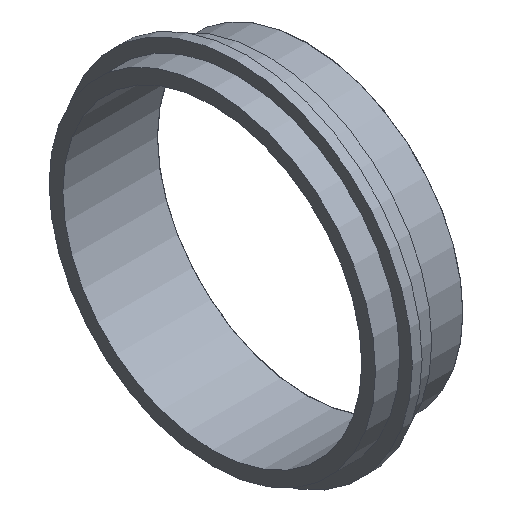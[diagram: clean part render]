
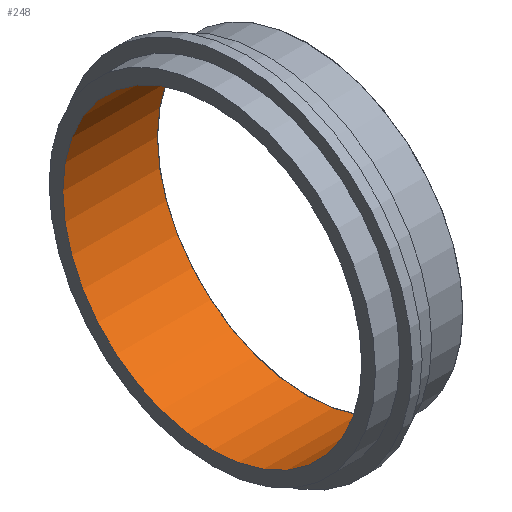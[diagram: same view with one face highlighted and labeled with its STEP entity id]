
A CAD part, isometric view. The second image highlights one B-rep face of the part: STEP entity #248.
In plain terms, the highlighted cylindrical face has radius 48.692 mm (diameter 97.384 mm), a full revolution.
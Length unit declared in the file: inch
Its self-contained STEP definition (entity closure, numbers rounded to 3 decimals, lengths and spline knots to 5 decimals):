
#15=LINE('',#441,#20);
#20=VECTOR('',#348,1.917);
#25=CYLINDRICAL_SURFACE('',#289,1.917);
#42=FACE_OUTER_BOUND('',#56,.T.);
#56=EDGE_LOOP('',(#180,#181,#182,#183,#184,#185,#186));
#71=CIRCLE('',#280,1.917);
#72=CIRCLE('',#281,1.917);
#76=CIRCLE('',#285,1.917);
#79=CIRCLE('',#290,1.917);
#80=CIRCLE('',#291,1.917);
#103=VERTEX_POINT('',#423);
#104=VERTEX_POINT('',#424);
#105=VERTEX_POINT('',#426);
#110=VERTEX_POINT('',#440);
#111=VERTEX_POINT('',#442);
#132=EDGE_CURVE('',#103,#104,#71,.T.);
#133=EDGE_CURVE('',#104,#105,#72,.T.);
#137=EDGE_CURVE('',#105,#103,#76,.T.);
#140=EDGE_CURVE('',#104,#110,#15,.T.);
#141=EDGE_CURVE('',#111,#110,#79,.T.);
#142=EDGE_CURVE('',#110,#111,#80,.T.);
#180=ORIENTED_EDGE('',*,*,#132,.F.);
#181=ORIENTED_EDGE('',*,*,#137,.F.);
#182=ORIENTED_EDGE('',*,*,#133,.F.);
#183=ORIENTED_EDGE('',*,*,#140,.T.);
#184=ORIENTED_EDGE('',*,*,#141,.F.);
#185=ORIENTED_EDGE('',*,*,#142,.F.);
#186=ORIENTED_EDGE('',*,*,#140,.F.);
#248=ADVANCED_FACE('',(#42),#25,.F.);
#280=AXIS2_PLACEMENT_3D('',#425,#328,#329);
#281=AXIS2_PLACEMENT_3D('',#427,#330,#331);
#285=AXIS2_PLACEMENT_3D('',#433,#338,#339);
#289=AXIS2_PLACEMENT_3D('',#439,#346,#347);
#290=AXIS2_PLACEMENT_3D('',#443,#349,#350);
#291=AXIS2_PLACEMENT_3D('',#444,#351,#352);
#328=DIRECTION('center_axis',(-1.,0.,0.));
#329=DIRECTION('ref_axis',(0.,-1.,0.));
#330=DIRECTION('center_axis',(-1.,0.,0.));
#331=DIRECTION('ref_axis',(0.,-1.,0.));
#338=DIRECTION('center_axis',(-1.,0.,0.));
#339=DIRECTION('ref_axis',(0.,-1.,0.));
#346=DIRECTION('center_axis',(1.,0.,0.));
#347=DIRECTION('ref_axis',(0.,1.,0.));
#348=DIRECTION('',(-1.,0.,0.));
#349=DIRECTION('center_axis',(1.,0.,0.));
#350=DIRECTION('ref_axis',(0.,1.,0.));
#351=DIRECTION('center_axis',(1.,0.,0.));
#352=DIRECTION('ref_axis',(0.,1.,0.));
#423=CARTESIAN_POINT('',(1.213,1.917,0.));
#424=CARTESIAN_POINT('',(1.213,-1.917,0.));
#425=CARTESIAN_POINT('Origin',(1.213,0.,0.));
#426=CARTESIAN_POINT('',(1.213,0.,1.917));
#427=CARTESIAN_POINT('Origin',(1.213,0.,0.));
#433=CARTESIAN_POINT('Origin',(1.213,0.,0.));
#439=CARTESIAN_POINT('Origin',(0.609,0.,0.));
#440=CARTESIAN_POINT('',(0.,-1.917,0.));
#441=CARTESIAN_POINT('',(0.609,-1.917,0.));
#442=CARTESIAN_POINT('',(0.,1.917,0.));
#443=CARTESIAN_POINT('Origin',(0.,0.,0.));
#444=CARTESIAN_POINT('Origin',(0.,0.,0.));
